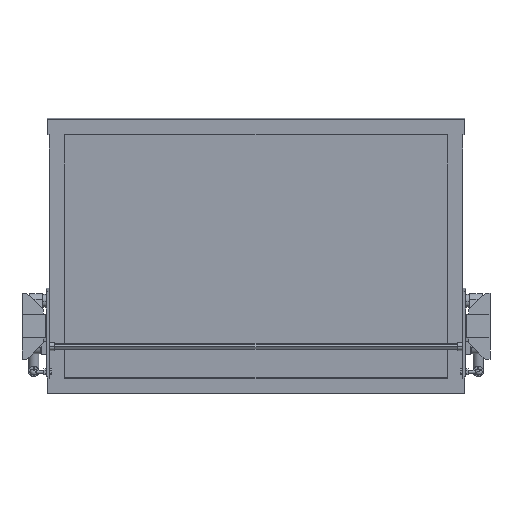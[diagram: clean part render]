
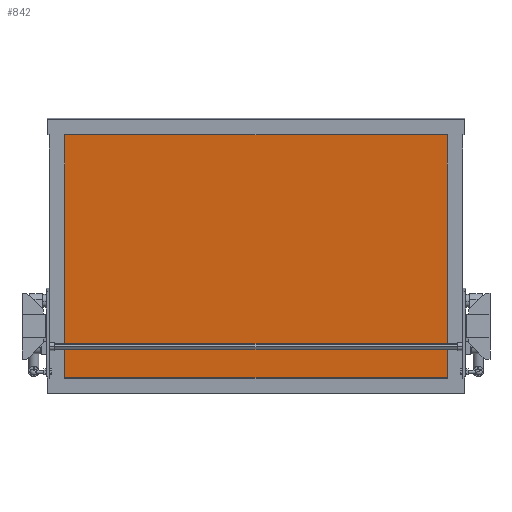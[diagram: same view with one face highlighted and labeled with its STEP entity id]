
A CAD part, front view. The second image highlights one B-rep face of the part: STEP entity #842.
In plain terms, the highlighted planar face has unit normal (0, -0.996, -0.087).
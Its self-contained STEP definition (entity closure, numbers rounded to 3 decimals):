
#842=ADVANCED_FACE('',(#1719),#1720,.F.);
#1719=FACE_OUTER_BOUND('',#2587,.T.);
#1720=PLANE('',#2588);
#2587=EDGE_LOOP('',(#5066,#5067,#5068,#5069));
#2588=AXIS2_PLACEMENT_3D('',#5070,#5071,#5072);
#5066=ORIENTED_EDGE('',*,*,#6037,.T.);
#5067=ORIENTED_EDGE('',*,*,#5986,.T.);
#5068=ORIENTED_EDGE('',*,*,#6035,.T.);
#5069=ORIENTED_EDGE('',*,*,#6011,.T.);
#5070=CARTESIAN_POINT('',(450.0,89.081,134.465));
#5071=DIRECTION('',(-0.0,0.996,0.087));
#5072=DIRECTION('',(1.0,0.0,0.0));
#5986=EDGE_CURVE('',#7383,#7388,#7390,.T.);
#6011=EDGE_CURVE('',#7422,#7427,#7429,.T.);
#6035=EDGE_CURVE('',#7388,#7422,#7459,.T.);
#6037=EDGE_CURVE('',#7427,#7383,#7461,.T.);
#7383=VERTEX_POINT('',#9251);
#7388=VERTEX_POINT('',#9258);
#7390=LINE('',#9261,#9262);
#7422=VERTEX_POINT('',#9309);
#7427=VERTEX_POINT('',#9316);
#7429=LINE('',#9319,#9320);
#7459=LINE('',#9366,#9367);
#7461=LINE('',#9369,#9370);
#9251=CARTESIAN_POINT('',(818.0,68.6,368.571));
#9258=CARTESIAN_POINT('',(82.0,68.6,368.571));
#9261=CARTESIAN_POINT('',(450.0,68.6,368.571));
#9262=VECTOR('',#10451,1.0);
#9309=CARTESIAN_POINT('',(82.0,109.563,-99.64));
#9316=CARTESIAN_POINT('',(818.0,109.563,-99.64));
#9319=CARTESIAN_POINT('',(450.0,109.563,-99.64));
#9320=VECTOR('',#10470,1.0);
#9366=CARTESIAN_POINT('',(82.0,89.081,134.465));
#9367=VECTOR('',#10487,1.0);
#9369=CARTESIAN_POINT('',(818.0,89.081,134.465));
#9370=VECTOR('',#10488,1.0);
#10451=DIRECTION('',(-1.0,0.0,0.0));
#10470=DIRECTION('',(1.0,0.0,0.0));
#10487=DIRECTION('',(0.0,0.087,-0.996));
#10488=DIRECTION('',(0.0,-0.087,0.996));
